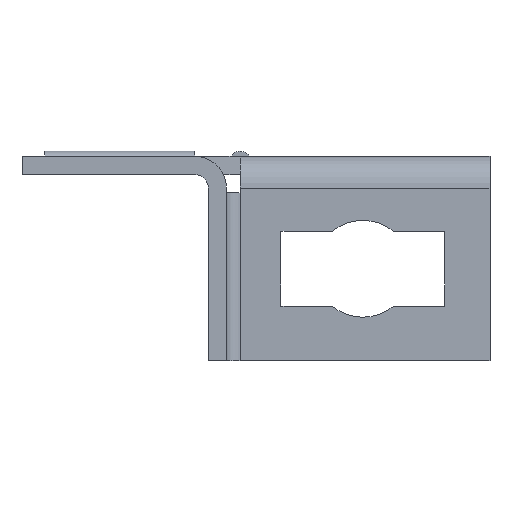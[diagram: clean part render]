
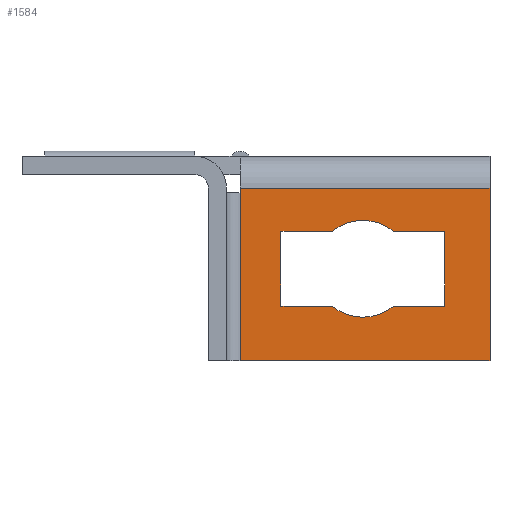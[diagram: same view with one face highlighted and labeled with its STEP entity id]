
A CAD part, front view. The second image highlights one B-rep face of the part: STEP entity #1584.
In plain terms, the highlighted planar face has unit normal (0, -1, 0).
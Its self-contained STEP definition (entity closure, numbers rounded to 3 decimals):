
#542=CARTESIAN_POINT('',(0.0,3.,-4.0));
#543=VERTEX_POINT('',#542);
#550=CARTESIAN_POINT('',(0.,3.,-3.0));
#551=VERTEX_POINT('',#550);
#552=CARTESIAN_POINT('',(0.,3.,-3.0));
#553=DIRECTION('',(0.0,0.0,-1.0));
#554=VECTOR('',#553,1.0);
#555=LINE('',#552,#554);
#556=EDGE_CURVE('',#551,#543,#555,.T.);
#835=CARTESIAN_POINT('',(45.,3.,-12.5));
#836=VERTEX_POINT('',#835);
#843=CARTESIAN_POINT('',(33.735,3.,-12.5));
#844=VERTEX_POINT('',#843);
#845=CARTESIAN_POINT('',(33.735,3.,-12.5));
#846=DIRECTION('',(1.0,0.0,0.0));
#847=VECTOR('',#846,11.265);
#848=LINE('',#845,#847);
#849=EDGE_CURVE('',#844,#836,#848,.T.);
#875=CARTESIAN_POINT('',(20.265,3.,-12.5));
#876=VERTEX_POINT('',#875);
#877=CARTESIAN_POINT('',(27.,3.,-20.75));
#878=DIRECTION('',(0.,1.0,0.));
#879=DIRECTION('',(-0.632,0.,-0.775));
#880=AXIS2_PLACEMENT_3D('',#877,#878,#879);
#881=CIRCLE('',#880,10.65);
#882=EDGE_CURVE('',#876,#844,#881,.T.);
#907=CARTESIAN_POINT('',(9.,3.,-12.5));
#908=VERTEX_POINT('',#907);
#909=CARTESIAN_POINT('',(9.,3.,-12.5));
#910=DIRECTION('',(1.0,0.0,0.0));
#911=VECTOR('',#910,11.265);
#912=LINE('',#909,#911);
#913=EDGE_CURVE('',#908,#876,#912,.T.);
#938=CARTESIAN_POINT('',(9.,3.,-29.));
#939=VERTEX_POINT('',#938);
#940=CARTESIAN_POINT('',(9.,3.,-29.));
#941=DIRECTION('',(0.0,0.0,1.0));
#942=VECTOR('',#941,16.5);
#943=LINE('',#940,#942);
#944=EDGE_CURVE('',#939,#908,#943,.T.);
#969=CARTESIAN_POINT('',(20.265,3.,-29.));
#970=VERTEX_POINT('',#969);
#971=CARTESIAN_POINT('',(20.265,3.,-29.));
#972=DIRECTION('',(-1.0,0.0,0.0));
#973=VECTOR('',#972,11.265);
#974=LINE('',#971,#973);
#975=EDGE_CURVE('',#970,#939,#974,.T.);
#1001=CARTESIAN_POINT('',(33.735,3.,-29.));
#1002=VERTEX_POINT('',#1001);
#1003=CARTESIAN_POINT('',(27.,3.,-20.75));
#1004=DIRECTION('',(0.,1.0,0.));
#1005=DIRECTION('',(0.632,0.,0.775));
#1006=AXIS2_PLACEMENT_3D('',#1003,#1004,#1005);
#1007=CIRCLE('',#1006,10.65);
#1008=EDGE_CURVE('',#1002,#970,#1007,.T.);
#1033=CARTESIAN_POINT('',(45.0,3.,-29.));
#1034=VERTEX_POINT('',#1033);
#1035=CARTESIAN_POINT('',(45.0,3.,-29.));
#1036=DIRECTION('',(-1.0,0.0,0.0));
#1037=VECTOR('',#1036,11.265);
#1038=LINE('',#1035,#1037);
#1039=EDGE_CURVE('',#1034,#1002,#1038,.T.);
#1062=CARTESIAN_POINT('',(45.,3.,-12.5));
#1063=DIRECTION('',(0.0,0.0,-1.0));
#1064=VECTOR('',#1063,16.5);
#1065=LINE('',#1062,#1064);
#1066=EDGE_CURVE('',#836,#1034,#1065,.T.);
#1523=CARTESIAN_POINT('',(55.0,3.,-3.0));
#1524=VERTEX_POINT('',#1523);
#1525=CARTESIAN_POINT('',(0.,3.,-3.0));
#1526=DIRECTION('',(1.0,0.0,0.0));
#1527=VECTOR('',#1526,55.);
#1528=LINE('',#1525,#1527);
#1529=EDGE_CURVE('',#551,#1524,#1528,.T.);
#1543=CARTESIAN_POINT('',(55.0,3.,0.0));
#1544=DIRECTION('',(0.0,-1.0,0.0));
#1545=DIRECTION('',(0.0,0.0,-1.0));
#1546=AXIS2_PLACEMENT_3D('',#1543,#1544,#1545);
#1547=PLANE('',#1546);
#1548=ORIENTED_EDGE('',*,*,#1529,.F.);
#1549=ORIENTED_EDGE('',*,*,#556,.T.);
#1550=CARTESIAN_POINT('',(0.,3.,-41.));
#1551=VERTEX_POINT('',#1550);
#1552=CARTESIAN_POINT('',(0.,3.,-4.0));
#1553=DIRECTION('',(0.0,0.0,-1.0));
#1554=VECTOR('',#1553,37.);
#1555=LINE('',#1552,#1554);
#1556=EDGE_CURVE('',#543,#1551,#1555,.T.);
#1557=ORIENTED_EDGE('',*,*,#1556,.T.);
#1558=CARTESIAN_POINT('',(55.0,3.,-41.));
#1559=VERTEX_POINT('',#1558);
#1560=CARTESIAN_POINT('',(0.,3.,-41.));
#1561=DIRECTION('',(1.0,0.0,0.0));
#1562=VECTOR('',#1561,55.);
#1563=LINE('',#1560,#1562);
#1564=EDGE_CURVE('',#1551,#1559,#1563,.T.);
#1565=ORIENTED_EDGE('',*,*,#1564,.T.);
#1566=CARTESIAN_POINT('',(55.0,3.,-41.));
#1567=DIRECTION('',(0.0,0.0,1.0));
#1568=VECTOR('',#1567,38.);
#1569=LINE('',#1566,#1568);
#1570=EDGE_CURVE('',#1559,#1524,#1569,.T.);
#1571=ORIENTED_EDGE('',*,*,#1570,.T.);
#1572=EDGE_LOOP('',(#1548,#1549,#1557,#1565,#1571));
#1573=FACE_OUTER_BOUND('',#1572,.T.);
#1574=ORIENTED_EDGE('',*,*,#975,.T.);
#1575=ORIENTED_EDGE('',*,*,#944,.T.);
#1576=ORIENTED_EDGE('',*,*,#913,.T.);
#1577=ORIENTED_EDGE('',*,*,#882,.T.);
#1578=ORIENTED_EDGE('',*,*,#849,.T.);
#1579=ORIENTED_EDGE('',*,*,#1066,.T.);
#1580=ORIENTED_EDGE('',*,*,#1039,.T.);
#1581=ORIENTED_EDGE('',*,*,#1008,.T.);
#1582=EDGE_LOOP('',(#1574,#1575,#1576,#1577,#1578,#1579,#1580,#1581));
#1583=FACE_BOUND('',#1582,.T.);
#1584=ADVANCED_FACE('',(#1573,#1583),#1547,.T.);
